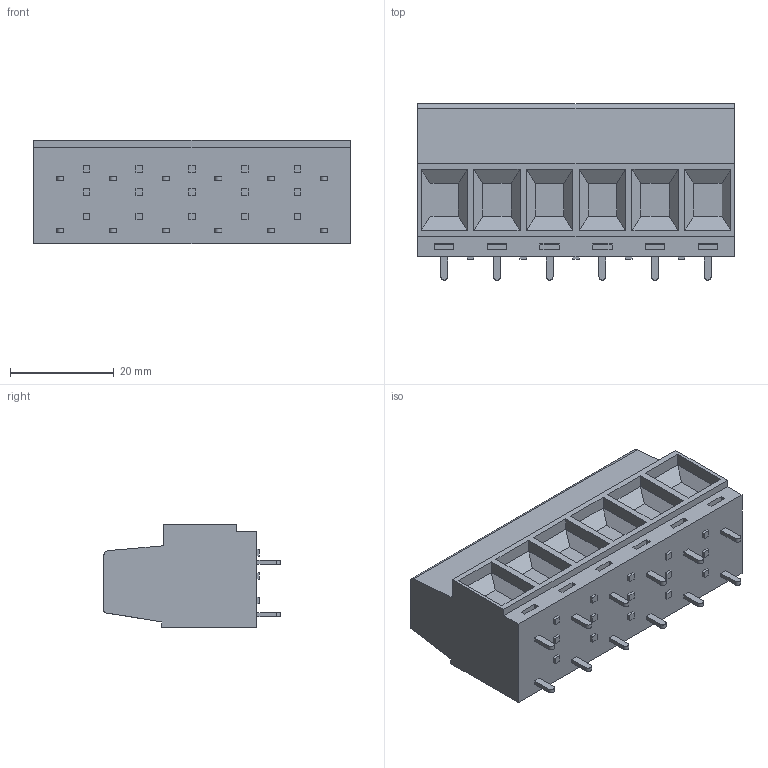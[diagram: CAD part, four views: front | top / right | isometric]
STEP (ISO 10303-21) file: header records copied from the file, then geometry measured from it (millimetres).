
FILE_DESCRIPTION (( 'STEP AP214' ), '1' );
FILE_NAME ('EM292906-UL.STEP', '2019-07-29T20:11:02', ( '' ), ( '' ), 'SwSTEP 2.0', 'SolidWorks 2017', '' );
FILE_SCHEMA (( 'AUTOMOTIVE_DESIGN' ));
Length unit declared in the file: millimetre
Products named in the file (1): EM292906-UL
Bounding box: 60.98 x 34 x 20 mm (x, y, z)
Volume: 27374.4 mm3; surface area: 9039.7 mm2
Topology: 1 solids, 1 shells, 300 faces, 720 edges, 472 vertices
Faces by surface type: plane 262, cylinder 38
Entity records: 9164 total; most frequent: CARTESIAN_POINT 1673, ORIENTED_EDGE 1440, DIRECTION 1326, EDGE_CURVE 720, VECTOR 596, LINE 596, VERTEX_POINT 472, AXIS2_PLACEMENT_3D 365
